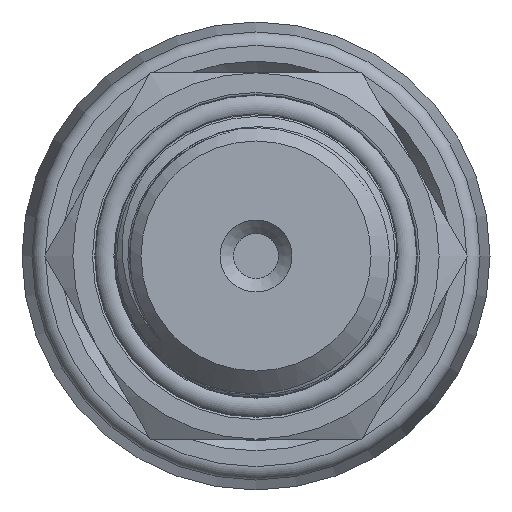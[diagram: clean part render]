
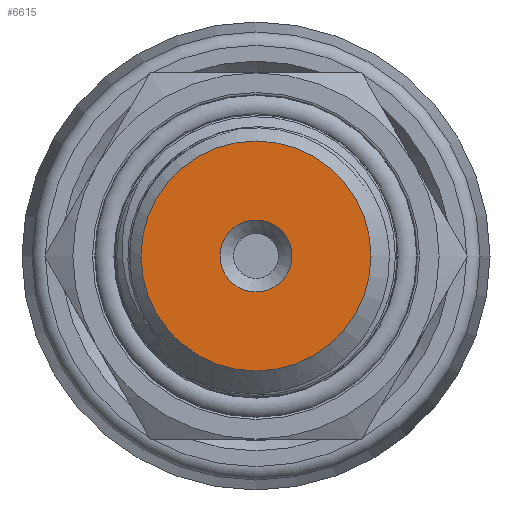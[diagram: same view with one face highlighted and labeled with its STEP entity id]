
A CAD part, left-side view. The second image highlights one B-rep face of the part: STEP entity #6615.
In plain terms, the highlighted planar face has unit normal (-1, 0, 0).
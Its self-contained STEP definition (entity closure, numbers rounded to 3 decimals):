
#96=PLANE('',#6966);
#403=FACE_BOUND('',#1170,.T.);
#776=FACE_OUTER_BOUND('',#1169,.T.);
#1169=EDGE_LOOP('',(#6167));
#1170=EDGE_LOOP('',(#6168));
#1310=CIRCLE('',#6927,8.478);
#1329=CIRCLE('',#6965,2.65);
#3159=VERTEX_POINT('',#22373);
#3179=VERTEX_POINT('',#25316);
#4137=EDGE_CURVE('',#3159,#3159,#1310,.T.);
#4177=EDGE_CURVE('',#3179,#3179,#1329,.T.);
#6167=ORIENTED_EDGE('',*,*,#4137,.T.);
#6168=ORIENTED_EDGE('',*,*,#4177,.T.);
#6615=ADVANCED_FACE('',(#776,#403),#96,.T.);
#6927=AXIS2_PLACEMENT_3D('',#22375,#7849,#7850);
#6965=AXIS2_PLACEMENT_3D('',#25318,#7933,#7934);
#6966=AXIS2_PLACEMENT_3D('',#25319,#7935,#7936);
#7849=DIRECTION('center_axis',(-1.,0.,0.));
#7850=DIRECTION('ref_axis',(0.,1.,0.));
#7933=DIRECTION('center_axis',(1.,0.,0.));
#7934=DIRECTION('ref_axis',(0.,0.,-1.));
#7935=DIRECTION('center_axis',(-1.,0.,0.));
#7936=DIRECTION('ref_axis',(0.,0.,1.));
#22373=CARTESIAN_POINT('',(-61.,-8.478,0.));
#22375=CARTESIAN_POINT('Origin',(-61.,0.,0.));
#25316=CARTESIAN_POINT('',(-61.,-2.65,0.));
#25318=CARTESIAN_POINT('Origin',(-61.,0.,0.));
#25319=CARTESIAN_POINT('Origin',(-61.,10.478,0.));
